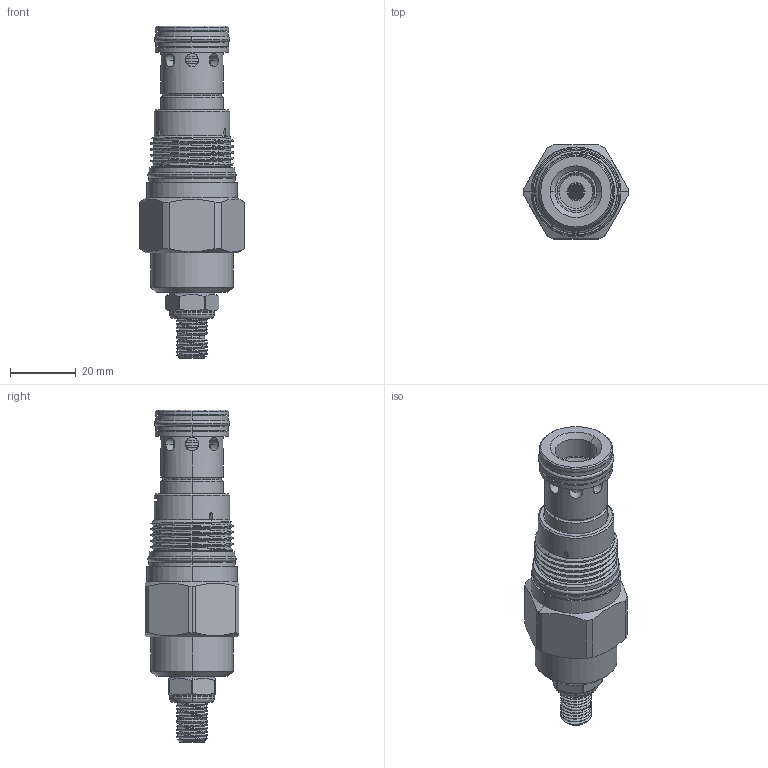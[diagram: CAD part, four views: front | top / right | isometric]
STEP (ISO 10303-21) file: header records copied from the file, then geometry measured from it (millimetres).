
FILE_DESCRIPTION (( 'STEP AP203' ), '1' );
FILE_NAME ('RP3A20-L.STEP', '2016-08-01T06:05:44', ( '' ), ( '' ), 'SwSTEP 2.0', 'SolidWorks 2012', '' );
FILE_SCHEMA (( 'CONFIG_CONTROL_DESIGN' ));
Products named in the file (1): RP3A20-L
Bounding box: 31.8 x 28.57 x 100.96 mm (x, y, z)
Volume: 30002.1 mm3; surface area: 18600.2 mm2
Topology: 11 solids, 11 shells, 915 faces, 2538 edges, 1598 vertices
Faces by surface type: cylinder 677, cone 86, plane 71, torus 65, bspline 12, sphere 4
Entity records: 62732 total; most frequent: CARTESIAN_POINT 40861, ORIENTED_EDGE 5060, DIRECTION 3620, EDGE_CURVE 2530, VERTEX_POINT 1598, AXIS2_PLACEMENT_3D 1433, EDGE_LOOP 1328, B_SPLINE_CURVE_WITH_KNOTS 1018
